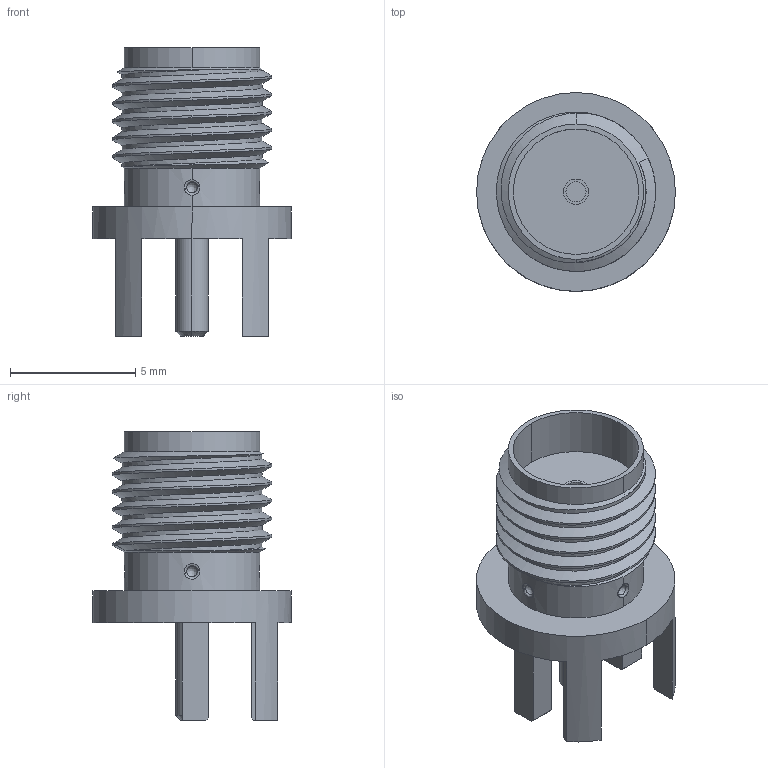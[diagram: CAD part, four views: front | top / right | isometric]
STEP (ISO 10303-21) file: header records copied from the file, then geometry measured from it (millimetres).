
FILE_DESCRIPTION (( 'STEP AP214' ), '1' );
FILE_NAME ('CONSMA003.062.STEP', '2021-05-18T21:36:40', ( '' ), ( '' ), 'SwSTEP 2.0', 'SolidWorks 2017', '' );
FILE_SCHEMA (( 'AUTOMOTIVE_DESIGN' ));
Length unit declared in the file: millimetre
Products named in the file (2): CONSMA003.062
Assembly tree (1 placements, depth 2):
  CONSMA003.062
    CONSMA003.062
Bounding box: 7.93 x 7.93 x 11.51 mm (x, y, z)
Volume: 206.2 mm3; surface area: 576.2 mm2
Topology: 4 solids, 4 shells, 88 faces, 217 edges, 145 vertices
Faces by surface type: plane 34, cylinder 33, bspline 15, cone 6
Entity records: 4973 total; most frequent: CARTESIAN_POINT 1941, ORIENTED_EDGE 434, DIRECTION 378, EDGE_CURVE 217, VERTEX_POINT 145, AXIS2_PLACEMENT_3D 140, EDGE_LOOP 100, VECTOR 98
